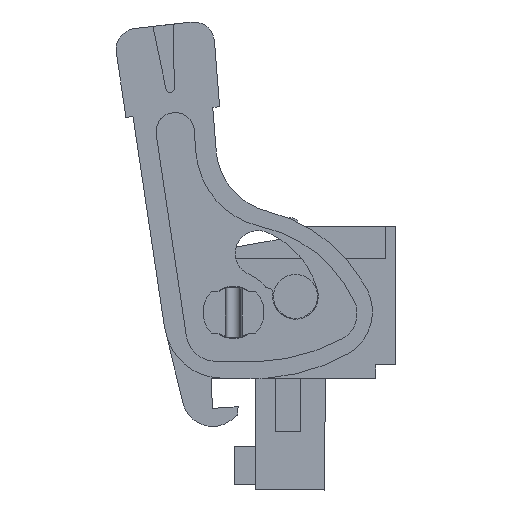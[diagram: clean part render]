
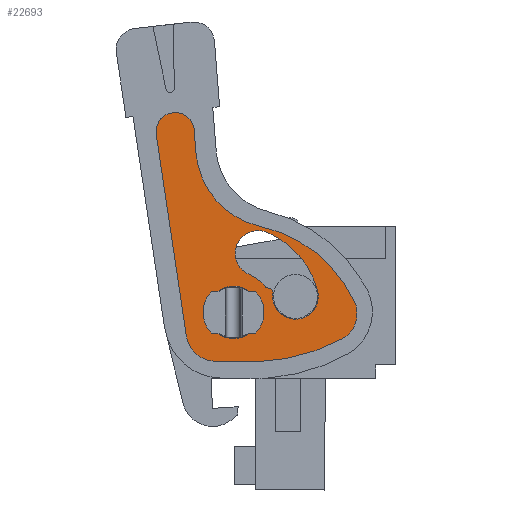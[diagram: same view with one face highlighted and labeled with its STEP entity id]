
A CAD part, left-side view. The second image highlights one B-rep face of the part: STEP entity #22693.
In plain terms, the highlighted planar face has unit normal (-1, 0, 0).
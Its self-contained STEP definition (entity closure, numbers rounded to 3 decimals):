
#21533=AXIS2_PLACEMENT_3D('Plane Axis2P3D',#21530,#21531,#21532) ;
#22065=AXIS2_PLACEMENT_3D('Circle Axis2P3D',#22063,#22064,$) ;
#22204=AXIS2_PLACEMENT_3D('Circle Axis2P3D',#22202,#22203,$) ;
#22229=AXIS2_PLACEMENT_3D('Circle Axis2P3D',#22227,#22228,$) ;
#22254=AXIS2_PLACEMENT_3D('Circle Axis2P3D',#22252,#22253,$) ;
#22279=AXIS2_PLACEMENT_3D('Circle Axis2P3D',#22277,#22278,$) ;
#22611=AXIS2_PLACEMENT_3D('Circle Axis2P3D',#22609,#22610,$) ;
#22620=AXIS2_PLACEMENT_3D('Circle Axis2P3D',#22618,#22619,$) ;
#22627=AXIS2_PLACEMENT_3D('Circle Axis2P3D',#22625,#22626,$) ;
#22634=AXIS2_PLACEMENT_3D('Circle Axis2P3D',#22632,#22633,$) ;
#22641=AXIS2_PLACEMENT_3D('Circle Axis2P3D',#22639,#22640,$) ;
#22648=AXIS2_PLACEMENT_3D('Circle Axis2P3D',#22646,#22647,$) ;
#22655=AXIS2_PLACEMENT_3D('Circle Axis2P3D',#22653,#22654,$) ;
#22662=AXIS2_PLACEMENT_3D('Circle Axis2P3D',#22660,#22661,$) ;
#22677=AXIS2_PLACEMENT_3D('Circle Axis2P3D',#22675,#22676,$) ;
#22686=AXIS2_PLACEMENT_3D('Circle Axis2P3D',#22684,#22685,$) ;
#21530=CARTESIAN_POINT('Axis2P3D Location',(1.1,1.4,0.)) ;
#22063=CARTESIAN_POINT('Axis2P3D Location',(1.1,10.645,9.383)) ;
#22067=CARTESIAN_POINT('Vertex',(1.1,10.665,7.61)) ;
#22069=CARTESIAN_POINT('Vertex',(1.1,12.398,9.121)) ;
#22095=CARTESIAN_POINT('Line Origine',(1.1,13.287,15.072)) ;
#22099=CARTESIAN_POINT('Vertex',(1.1,14.176,21.023)) ;
#22121=CARTESIAN_POINT('Control Point',(1.1,14.176,21.023)) ;
#22122=CARTESIAN_POINT('Control Point',(1.1,14.229,21.374)) ;
#22123=CARTESIAN_POINT('Control Point',(1.1,14.144,21.746)) ;
#22124=CARTESIAN_POINT('Control Point',(1.1,13.907,22.065)) ;
#22125=CARTESIAN_POINT('Control Point',(1.1,13.246,22.446)) ;
#22126=CARTESIAN_POINT('Control Point',(1.1,12.502,22.275)) ;
#22127=CARTESIAN_POINT('Control Point',(1.1,12.183,22.039)) ;
#22128=CARTESIAN_POINT('Control Point',(1.1,11.992,21.709)) ;
#22129=CARTESIAN_POINT('Control Point',(1.1,11.94,21.357)) ;
#22130=CARTESIAN_POINT('Vertex',(1.1,11.94,21.357)) ;
#22152=CARTESIAN_POINT('Control Point',(1.1,11.94,21.357)) ;
#22153=CARTESIAN_POINT('Control Point',(1.1,11.936,21.331)) ;
#22154=CARTESIAN_POINT('Control Point',(1.1,11.933,21.305)) ;
#22155=CARTESIAN_POINT('Control Point',(1.1,11.931,21.279)) ;
#22156=CARTESIAN_POINT('Vertex',(1.1,11.931,21.279)) ;
#22177=CARTESIAN_POINT('Line Origine',(1.1,11.879,20.618)) ;
#22181=CARTESIAN_POINT('Vertex',(1.1,11.827,19.957)) ;
#22202=CARTESIAN_POINT('Axis2P3D Location',(1.1,6.976,20.339)) ;
#22206=CARTESIAN_POINT('Vertex',(1.1,8.015,15.585)) ;
#22227=CARTESIAN_POINT('Axis2P3D Location',(1.1,9.73,7.737)) ;
#22231=CARTESIAN_POINT('Vertex',(1.1,2.462,11.157)) ;
#22252=CARTESIAN_POINT('Axis2P3D Location',(1.1,4.004,10.431)) ;
#22256=CARTESIAN_POINT('Vertex',(1.1,3.202,8.927)) ;
#22277=CARTESIAN_POINT('Axis2P3D Location',(1.1,8.615,19.073)) ;
#22281=CARTESIAN_POINT('Vertex',(1.1,8.181,7.582)) ;
#22302=CARTESIAN_POINT('Line Origine',(1.1,9.423,7.596)) ;
#22609=CARTESIAN_POINT('Axis2P3D Location',(1.1,7.517,12.189)) ;
#22613=CARTESIAN_POINT('Vertex',(1.1,7.517,11.939)) ;
#22615=CARTESIAN_POINT('Vertex',(1.1,7.711,12.031)) ;
#22618=CARTESIAN_POINT('Axis2P3D Location',(1.1,9.6,10.5)) ;
#22622=CARTESIAN_POINT('Vertex',(1.1,8.672,12.747)) ;
#22625=CARTESIAN_POINT('Axis2P3D Location',(1.1,8.156,13.995)) ;
#22629=CARTESIAN_POINT('Vertex',(1.1,7.641,15.242)) ;
#22632=CARTESIAN_POINT('Axis2P3D Location',(1.1,9.6,10.5)) ;
#22636=CARTESIAN_POINT('Vertex',(1.1,4.633,11.789)) ;
#22639=CARTESIAN_POINT('Axis2P3D Location',(1.1,5.94,11.45)) ;
#22643=CARTESIAN_POINT('Vertex',(1.1,7.247,11.111)) ;
#22646=CARTESIAN_POINT('Axis2P3D Location',(1.1,5.94,11.45)) ;
#22650=CARTESIAN_POINT('Vertex',(1.1,7.286,11.555)) ;
#22653=CARTESIAN_POINT('Axis2P3D Location',(1.1,6.887,11.524)) ;
#22657=CARTESIAN_POINT('Vertex',(1.1,7.274,11.625)) ;
#22660=CARTESIAN_POINT('Axis2P3D Location',(1.1,7.516,11.689)) ;
#22675=CARTESIAN_POINT('Axis2P3D Location',(1.1,9.6,10.5)) ;
#22679=CARTESIAN_POINT('Vertex',(1.1,9.6,8.95)) ;
#22681=CARTESIAN_POINT('Vertex',(1.1,9.6,12.05)) ;
#22684=CARTESIAN_POINT('Axis2P3D Location',(1.1,9.6,10.5)) ;
#21531=DIRECTION('Axis2P3D Direction',(1.,0.,0.)) ;
#21532=DIRECTION('Axis2P3D XDirection',(0.,1.,0.)) ;
#22064=DIRECTION('Axis2P3D Direction',(1.,0.,0.)) ;
#22096=DIRECTION('Vector Direction',(0.,0.148,0.989)) ;
#22178=DIRECTION('Vector Direction',(0.,-0.078,-0.997)) ;
#22203=DIRECTION('Axis2P3D Direction',(1.,0.,0.)) ;
#22228=DIRECTION('Axis2P3D Direction',(1.,0.,0.)) ;
#22253=DIRECTION('Axis2P3D Direction',(1.,0.,0.)) ;
#22278=DIRECTION('Axis2P3D Direction',(1.,0.,0.)) ;
#22303=DIRECTION('Vector Direction',(0.,1.,0.011)) ;
#22610=DIRECTION('Axis2P3D Direction',(1.,0.,0.)) ;
#22619=DIRECTION('Axis2P3D Direction',(1.,0.,0.)) ;
#22626=DIRECTION('Axis2P3D Direction',(1.,0.,0.)) ;
#22633=DIRECTION('Axis2P3D Direction',(1.,0.,0.)) ;
#22640=DIRECTION('Axis2P3D Direction',(1.,0.,0.)) ;
#22647=DIRECTION('Axis2P3D Direction',(1.,0.,0.)) ;
#22654=DIRECTION('Axis2P3D Direction',(1.,0.,0.)) ;
#22661=DIRECTION('Axis2P3D Direction',(1.,0.,0.)) ;
#22676=DIRECTION('Axis2P3D Direction',(1.,0.,0.)) ;
#22685=DIRECTION('Axis2P3D Direction',(1.,0.,0.)) ;
#22097=VECTOR('Line Direction',#22096,1.) ;
#22179=VECTOR('Line Direction',#22178,1.) ;
#22304=VECTOR('Line Direction',#22303,1.) ;
#22598=ORIENTED_EDGE('',*,*,#22071,.F.) ;
#22599=ORIENTED_EDGE('',*,*,#22306,.F.) ;
#22600=ORIENTED_EDGE('',*,*,#22283,.F.) ;
#22601=ORIENTED_EDGE('',*,*,#22258,.F.) ;
#22602=ORIENTED_EDGE('',*,*,#22233,.F.) ;
#22603=ORIENTED_EDGE('',*,*,#22208,.F.) ;
#22604=ORIENTED_EDGE('',*,*,#22183,.F.) ;
#22605=ORIENTED_EDGE('',*,*,#22158,.F.) ;
#22606=ORIENTED_EDGE('',*,*,#22132,.F.) ;
#22607=ORIENTED_EDGE('',*,*,#22101,.F.) ;
#22666=ORIENTED_EDGE('',*,*,#22617,.T.) ;
#22667=ORIENTED_EDGE('',*,*,#22624,.F.) ;
#22668=ORIENTED_EDGE('',*,*,#22631,.T.) ;
#22669=ORIENTED_EDGE('',*,*,#22638,.T.) ;
#22670=ORIENTED_EDGE('',*,*,#22645,.T.) ;
#22671=ORIENTED_EDGE('',*,*,#22652,.T.) ;
#22672=ORIENTED_EDGE('',*,*,#22659,.T.) ;
#22673=ORIENTED_EDGE('',*,*,#22664,.F.) ;
#22690=ORIENTED_EDGE('',*,*,#22683,.T.) ;
#22691=ORIENTED_EDGE('',*,*,#22688,.T.) ;
#22674=FACE_BOUND('',#22665,.T.) ;
#22692=FACE_BOUND('',#22689,.T.) ;
#22693=ADVANCED_FACE('lock.1',(#22608,#22674,#22692),#21534,.F.) ;
#22120=B_SPLINE_CURVE_WITH_KNOTS('',5,(#22121,#22122,#22123,#22124,#22125,#22126,#22127,#22128,#22129),.UNSPECIFIED.,.F.,.U.,(6,3,6),(-1.776,0.,1.776),.UNSPECIFIED.) ;
#22151=B_SPLINE_CURVE_WITH_KNOTS('',3,(#22152,#22153,#22154,#22155),.UNSPECIFIED.,.F.,.U.,(4,4),(-0.039,0.039),.UNSPECIFIED.) ;
#22066=CIRCLE('generated circle',#22065,1.773) ;
#22205=CIRCLE('generated circle',#22204,4.866) ;
#22230=CIRCLE('generated circle',#22229,8.033) ;
#22255=CIRCLE('generated circle',#22254,1.705) ;
#22280=CIRCLE('generated circle',#22279,11.5) ;
#22612=CIRCLE('generated circle',#22611,0.25) ;
#22621=CIRCLE('generated circle',#22620,2.431) ;
#22628=CIRCLE('generated circle',#22627,1.35) ;
#22635=CIRCLE('generated circle',#22634,5.131) ;
#22642=CIRCLE('generated circle',#22641,1.35) ;
#22649=CIRCLE('generated circle',#22648,1.35) ;
#22656=CIRCLE('generated circle',#22655,0.4) ;
#22663=CIRCLE('generated circle',#22662,0.25) ;
#22678=CIRCLE('generated circle',#22677,1.55) ;
#22687=CIRCLE('generated circle',#22686,1.55) ;
#22071=EDGE_CURVE('',#22068,#22070,#22066,.T.) ;
#22101=EDGE_CURVE('',#22070,#22100,#22098,.T.) ;
#22132=EDGE_CURVE('',#22100,#22131,#22120,.T.) ;
#22158=EDGE_CURVE('',#22131,#22157,#22151,.T.) ;
#22183=EDGE_CURVE('',#22157,#22182,#22180,.T.) ;
#22208=EDGE_CURVE('',#22182,#22207,#22205,.F.) ;
#22233=EDGE_CURVE('',#22207,#22232,#22230,.T.) ;
#22258=EDGE_CURVE('',#22232,#22257,#22255,.T.) ;
#22283=EDGE_CURVE('',#22257,#22282,#22280,.T.) ;
#22306=EDGE_CURVE('',#22282,#22068,#22305,.T.) ;
#22617=EDGE_CURVE('',#22614,#22616,#22612,.T.) ;
#22624=EDGE_CURVE('',#22623,#22616,#22621,.T.) ;
#22631=EDGE_CURVE('',#22623,#22630,#22628,.T.) ;
#22638=EDGE_CURVE('',#22630,#22637,#22635,.T.) ;
#22645=EDGE_CURVE('',#22637,#22644,#22642,.T.) ;
#22652=EDGE_CURVE('',#22644,#22651,#22649,.T.) ;
#22659=EDGE_CURVE('',#22651,#22658,#22656,.T.) ;
#22664=EDGE_CURVE('',#22614,#22658,#22663,.T.) ;
#22683=EDGE_CURVE('',#22680,#22682,#22678,.T.) ;
#22688=EDGE_CURVE('',#22682,#22680,#22687,.T.) ;
#22597=EDGE_LOOP('',(#22598,#22599,#22600,#22601,#22602,#22603,#22604,#22605,#22606,#22607)) ;
#22665=EDGE_LOOP('',(#22666,#22667,#22668,#22669,#22670,#22671,#22672,#22673)) ;
#22689=EDGE_LOOP('',(#22690,#22691)) ;
#22608=FACE_OUTER_BOUND('',#22597,.T.) ;
#22098=LINE('Line',#22095,#22097) ;
#22180=LINE('Line',#22177,#22179) ;
#22305=LINE('Line',#22302,#22304) ;
#21534=PLANE('',#21533) ;
#22068=VERTEX_POINT('',#22067) ;
#22070=VERTEX_POINT('',#22069) ;
#22100=VERTEX_POINT('',#22099) ;
#22131=VERTEX_POINT('',#22130) ;
#22157=VERTEX_POINT('',#22156) ;
#22182=VERTEX_POINT('',#22181) ;
#22207=VERTEX_POINT('',#22206) ;
#22232=VERTEX_POINT('',#22231) ;
#22257=VERTEX_POINT('',#22256) ;
#22282=VERTEX_POINT('',#22281) ;
#22614=VERTEX_POINT('',#22613) ;
#22616=VERTEX_POINT('',#22615) ;
#22623=VERTEX_POINT('',#22622) ;
#22630=VERTEX_POINT('',#22629) ;
#22637=VERTEX_POINT('',#22636) ;
#22644=VERTEX_POINT('',#22643) ;
#22651=VERTEX_POINT('',#22650) ;
#22658=VERTEX_POINT('',#22657) ;
#22680=VERTEX_POINT('',#22679) ;
#22682=VERTEX_POINT('',#22681) ;
